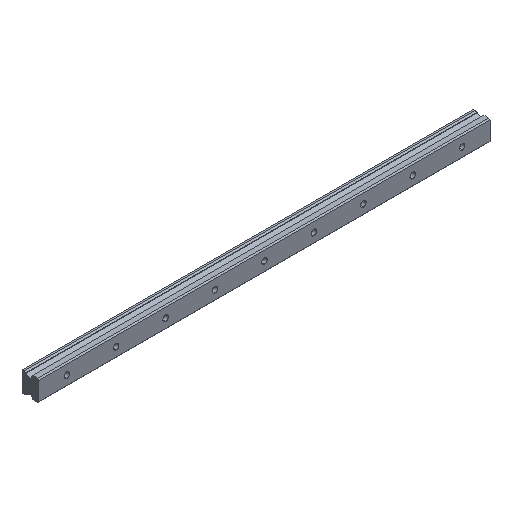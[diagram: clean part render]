
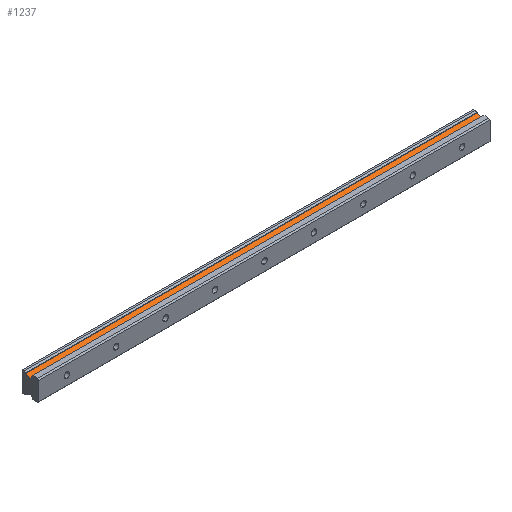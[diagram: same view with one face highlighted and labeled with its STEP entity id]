
A CAD part, isometric view. The second image highlights one B-rep face of the part: STEP entity #1237.
In plain terms, the highlighted planar face has unit normal (0, -0.499, 0.867).
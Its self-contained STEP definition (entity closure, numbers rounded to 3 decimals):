
#31 = VERTEX_POINT ( 'NONE', #1083 ) ;
#43 = CARTESIAN_POINT ( 'NONE',  ( 685., 21.02, 15.006 ) ) ;
#71 = DIRECTION ( 'NONE',  ( 0., 0.499, -0.867 ) ) ;
#82 = CARTESIAN_POINT ( 'NONE',  ( -45., 21.02, 15.006 ) ) ;
#120 = DIRECTION ( 'NONE',  ( 1., 0., 0. ) ) ;
#209 = CARTESIAN_POINT ( 'NONE',  ( -45., 21.02, 15.006 ) ) ;
#250 = PLANE ( 'NONE',  #630 ) ;
#350 = ORIENTED_EDGE ( 'NONE', *, *, #1745, .F. ) ;
#444 = LINE ( 'NONE', #82, #724 ) ;
#455 = ORIENTED_EDGE ( 'NONE', *, *, #1669, .T. ) ;
#523 = VERTEX_POINT ( 'NONE', #209 ) ;
#556 = DIRECTION ( 'NONE',  ( 0., -0.867, -0.499 ) ) ;
#626 = VECTOR ( 'NONE', #120, 1000. ) ;
#630 = AXIS2_PLACEMENT_3D ( 'NONE', #2049, #71, #2035 ) ;
#703 = ORIENTED_EDGE ( 'NONE', *, *, #1014, .F. ) ;
#724 = VECTOR ( 'NONE', #754, 1000. ) ;
#728 = LINE ( 'NONE', #1579, #1025 ) ;
#754 = DIRECTION ( 'NONE',  ( 0., -0.867, -0.499 ) ) ;
#828 = EDGE_LOOP ( 'NONE', ( #1790, #703, #350, #455 ) ) ;
#900 = DIRECTION ( 'NONE',  ( -1., 0., 0. ) ) ;
#950 = FACE_OUTER_BOUND ( 'NONE', #828, .T. ) ;
#978 = CARTESIAN_POINT ( 'NONE',  ( 685., 14.475, 11.24 ) ) ;
#1014 = EDGE_CURVE ( 'NONE', #31, #1309, #1972, .T. ) ;
#1025 = VECTOR ( 'NONE', #900, 1000. ) ;
#1083 = CARTESIAN_POINT ( 'NONE',  ( 685., 21.02, 15.006 ) ) ;
#1181 = VECTOR ( 'NONE', #556, 1000. ) ;
#1237 = ADVANCED_FACE ( 'NONE', ( #950 ), #250, .F. ) ;
#1309 = VERTEX_POINT ( 'NONE', #978 ) ;
#1549 = EDGE_CURVE ( 'NONE', #1309, #1754, #728, .T. ) ;
#1579 = CARTESIAN_POINT ( 'NONE',  ( 685., 14.475, 11.24 ) ) ;
#1669 = EDGE_CURVE ( 'NONE', #523, #1754, #444, .T. ) ;
#1687 = CARTESIAN_POINT ( 'NONE',  ( -45., 14.475, 11.24 ) ) ;
#1745 = EDGE_CURVE ( 'NONE', #523, #31, #1830, .T. ) ;
#1754 = VERTEX_POINT ( 'NONE', #1687 ) ;
#1790 = ORIENTED_EDGE ( 'NONE', *, *, #1549, .F. ) ;
#1830 = LINE ( 'NONE', #1988, #626 ) ;
#1972 = LINE ( 'NONE', #43, #1181 ) ;
#1988 = CARTESIAN_POINT ( 'NONE',  ( 685., 21.02, 15.006 ) ) ;
#2035 = DIRECTION ( 'NONE',  ( 0., 0.867, 0.499 ) ) ;
#2049 = CARTESIAN_POINT ( 'NONE',  ( 685., 21.02, 15.006 ) ) ;
